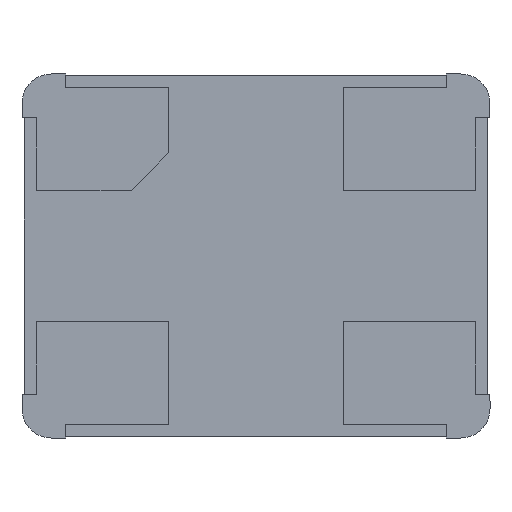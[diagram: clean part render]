
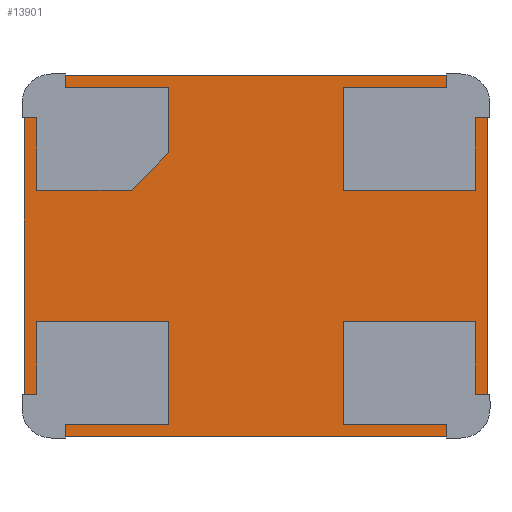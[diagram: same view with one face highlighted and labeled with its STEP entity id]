
A CAD part, front view. The second image highlights one B-rep face of the part: STEP entity #13901.
In plain terms, the highlighted planar face has unit normal (0, -1, 0).
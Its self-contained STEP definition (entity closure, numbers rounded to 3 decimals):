
#86 = DIRECTION ( 'NONE',  ( 0., 0., -1. ) ) ;
#303 = DIRECTION ( 'NONE',  ( 0., 0., -1. ) ) ;
#308 = DIRECTION ( 'NONE',  ( 0., -1., 0. ) ) ;
#1181 = DIRECTION ( 'NONE',  ( -1., 0., 0. ) ) ;
#1226 = EDGE_CURVE ( 'NONE', #28097, #13464, #4403, .T. ) ;
#1938 = DIRECTION ( 'NONE',  ( 0., 0., 1. ) ) ;
#2472 = EDGE_CURVE ( 'NONE', #18976, #4189, #7626, .T. ) ;
#2481 = CARTESIAN_POINT ( 'NONE',  ( -1.59, 0.05, -0.956 ) ) ;
#2533 = CARTESIAN_POINT ( 'NONE',  ( 1.306, 0.05, -0.956 ) ) ;
#2536 = EDGE_CURVE ( 'NONE', #10964, #11508, #5940, .T. ) ;
#2711 = DIRECTION ( 'NONE',  ( 1., 0., 0. ) ) ;
#2961 = CARTESIAN_POINT ( 'NONE',  ( -1.306, 0.05, -0.956 ) ) ;
#3002 = LINE ( 'NONE', #6810, #13539 ) ;
#3090 = ORIENTED_EDGE ( 'NONE', *, *, #14930, .T. ) ;
#3168 = EDGE_CURVE ( 'NONE', #13791, #14594, #10426, .T. ) ;
#3250 = VECTOR ( 'NONE', #14959, 1000. ) ;
#3769 = CIRCLE ( 'NONE', #13588, 0.284 ) ;
#3988 = VECTOR ( 'NONE', #5590, 1000. ) ;
#4000 = EDGE_LOOP ( 'NONE', ( #28732, #7558, #7127, #27807, #25009, #10629, #4589, #24307, #20425, #3090, #20779, #9311, #4491, #19090, #14938, #23346, #12373 ) ) ;
#4189 = VERTEX_POINT ( 'NONE', #19076 ) ;
#4265 = DIRECTION ( 'NONE',  ( 0., -1., 0. ) ) ;
#4403 = CIRCLE ( 'NONE', #20751, 0.284 ) ;
#4491 = ORIENTED_EDGE ( 'NONE', *, *, #21811, .T. ) ;
#4589 = ORIENTED_EDGE ( 'NONE', *, *, #2472, .T. ) ;
#4692 = VECTOR ( 'NONE', #1938, 1000. ) ;
#4998 = DIRECTION ( 'NONE',  ( 0., 0., -1. ) ) ;
#5162 = AXIS2_PLACEMENT_3D ( 'NONE', #21896, #15457, #86 ) ;
#5485 = VERTEX_POINT ( 'NONE', #28621 ) ;
#5590 = DIRECTION ( 'NONE',  ( 0., 0., -1. ) ) ;
#5806 = CARTESIAN_POINT ( 'NONE',  ( 1.59, 0.05, 0.959 ) ) ;
#5913 = CARTESIAN_POINT ( 'NONE',  ( -1.306, 0.05, 0.95 ) ) ;
#5940 = CIRCLE ( 'NONE', #12473, 0.284 ) ;
#6559 = VERTEX_POINT ( 'NONE', #22446 ) ;
#6716 = FACE_OUTER_BOUND ( 'NONE', #4000, .T. ) ;
#6722 = LINE ( 'NONE', #2481, #23368 ) ;
#6810 = CARTESIAN_POINT ( 'NONE',  ( -1.306, 0.05, 1.159 ) ) ;
#6848 = LINE ( 'NONE', #15764, #9519 ) ;
#7020 = VECTOR ( 'NONE', #20584, 1000. ) ;
#7127 = ORIENTED_EDGE ( 'NONE', *, *, #22048, .T. ) ;
#7164 = PLANE ( 'NONE',  #20502 ) ;
#7168 = DIRECTION ( 'NONE',  ( 0., 0., -1. ) ) ;
#7300 = VERTEX_POINT ( 'NONE', #28822 ) ;
#7556 = CARTESIAN_POINT ( 'NONE',  ( 1.306, 0.05, -1.24 ) ) ;
#7558 = ORIENTED_EDGE ( 'NONE', *, *, #8629, .T. ) ;
#7626 = LINE ( 'NONE', #21224, #21349 ) ;
#7727 = VERTEX_POINT ( 'NONE', #8604 ) ;
#7785 = EDGE_CURVE ( 'NONE', #13464, #10594, #16480, .T. ) ;
#8456 = DIRECTION ( 'NONE',  ( 0., 0., -1. ) ) ;
#8604 = CARTESIAN_POINT ( 'NONE',  ( -1.307, 0.05, 1.24 ) ) ;
#8629 = EDGE_CURVE ( 'NONE', #10594, #7727, #3769, .T. ) ;
#8631 = DIRECTION ( 'NONE',  ( 0., -1., 0. ) ) ;
#9231 = VERTEX_POINT ( 'NONE', #28760 ) ;
#9311 = ORIENTED_EDGE ( 'NONE', *, *, #12213, .T. ) ;
#9408 = VERTEX_POINT ( 'NONE', #11446 ) ;
#9483 = EDGE_CURVE ( 'NONE', #11508, #9408, #10731, .T. ) ;
#9519 = VECTOR ( 'NONE', #24698, 1000. ) ;
#9701 = CARTESIAN_POINT ( 'NONE',  ( -0.598, 0.05, 0.709 ) ) ;
#9832 = LINE ( 'NONE', #20530, #24814 ) ;
#10426 = LINE ( 'NONE', #5913, #3250 ) ;
#10594 = VERTEX_POINT ( 'NONE', #21587 ) ;
#10629 = ORIENTED_EDGE ( 'NONE', *, *, #24821, .T. ) ;
#10731 = CIRCLE ( 'NONE', #15880, 0.284 ) ;
#10964 = VERTEX_POINT ( 'NONE', #19603 ) ;
#11009 = LINE ( 'NONE', #26237, #4692 ) ;
#11446 = CARTESIAN_POINT ( 'NONE',  ( 1.59, 0.05, -0.959 ) ) ;
#11508 = VERTEX_POINT ( 'NONE', #7556 ) ;
#11515 = LINE ( 'NONE', #14139, #16375 ) ;
#11922 = CARTESIAN_POINT ( 'NONE',  ( -0.857, 0.05, 0.45 ) ) ;
#12213 = EDGE_CURVE ( 'NONE', #17663, #5485, #27784, .T. ) ;
#12373 = ORIENTED_EDGE ( 'NONE', *, *, #1226, .T. ) ;
#12418 = DIRECTION ( 'NONE',  ( 0., -1., 0. ) ) ;
#12473 = AXIS2_PLACEMENT_3D ( 'NONE', #25909, #8631, #24001 ) ;
#12695 = CARTESIAN_POINT ( 'NONE',  ( -1.306, 0.05, 0.956 ) ) ;
#13311 = EDGE_CURVE ( 'NONE', #25835, #7300, #16705, .T. ) ;
#13464 = VERTEX_POINT ( 'NONE', #24309 ) ;
#13539 = VECTOR ( 'NONE', #2711, 1000. ) ;
#13588 = AXIS2_PLACEMENT_3D ( 'NONE', #12695, #12418, #8456 ) ;
#13733 = CARTESIAN_POINT ( 'NONE',  ( -1.306, 0.05, -0.956 ) ) ;
#13791 = VERTEX_POINT ( 'NONE', #22218 ) ;
#13901 = ADVANCED_FACE ( 'NONE', ( #6716 ), #7164, .T. ) ;
#14139 = CARTESIAN_POINT ( 'NONE',  ( -1.306, 0.05, -1.24 ) ) ;
#14594 = VERTEX_POINT ( 'NONE', #22555 ) ;
#14930 = EDGE_CURVE ( 'NONE', #14594, #6559, #6722, .T. ) ;
#14938 = ORIENTED_EDGE ( 'NONE', *, *, #9483, .T. ) ;
#14959 = DIRECTION ( 'NONE',  ( -1., 0., 0. ) ) ;
#15457 = DIRECTION ( 'NONE',  ( 0., -1., 0. ) ) ;
#15635 = DIRECTION ( 'NONE',  ( 0., -1., 0. ) ) ;
#15764 = CARTESIAN_POINT ( 'NONE',  ( 1.59, 0.05, -0.956 ) ) ;
#15880 = AXIS2_PLACEMENT_3D ( 'NONE', #2533, #22404, #303 ) ;
#16375 = VECTOR ( 'NONE', #20435, 1000. ) ;
#16480 = LINE ( 'NONE', #24845, #7020 ) ;
#16705 = LINE ( 'NONE', #25642, #3988 ) ;
#17663 = VERTEX_POINT ( 'NONE', #28893 ) ;
#18049 = DIRECTION ( 'NONE',  ( -0.707, 0., -0.707 ) ) ;
#18187 = LINE ( 'NONE', #9701, #22052 ) ;
#18976 = VERTEX_POINT ( 'NONE', #11922 ) ;
#19076 = CARTESIAN_POINT ( 'NONE',  ( -1.507, 0.05, 0.45 ) ) ;
#19090 = ORIENTED_EDGE ( 'NONE', *, *, #2536, .T. ) ;
#19353 = AXIS2_PLACEMENT_3D ( 'NONE', #2961, #308, #4998 ) ;
#19603 = CARTESIAN_POINT ( 'NONE',  ( 1.302, 0.05, -1.24 ) ) ;
#20425 = ORIENTED_EDGE ( 'NONE', *, *, #3168, .T. ) ;
#20435 = DIRECTION ( 'NONE',  ( 1., 0., 0. ) ) ;
#20502 = AXIS2_PLACEMENT_3D ( 'NONE', #13733, #15635, #25142 ) ;
#20530 = CARTESIAN_POINT ( 'NONE',  ( -1.307, 0.05, -0.956 ) ) ;
#20584 = DIRECTION ( 'NONE',  ( -1., 0., 0. ) ) ;
#20751 = AXIS2_PLACEMENT_3D ( 'NONE', #28275, #4265, #28125 ) ;
#20779 = ORIENTED_EDGE ( 'NONE', *, *, #21628, .T. ) ;
#21003 = EDGE_CURVE ( 'NONE', #9231, #25835, #3002, .T. ) ;
#21224 = CARTESIAN_POINT ( 'NONE',  ( -1.306, 0.05, 0.45 ) ) ;
#21279 = EDGE_CURVE ( 'NONE', #4189, #13791, #11009, .T. ) ;
#21349 = VECTOR ( 'NONE', #1181, 1000. ) ;
#21587 = CARTESIAN_POINT ( 'NONE',  ( -1.302, 0.05, 1.24 ) ) ;
#21628 = EDGE_CURVE ( 'NONE', #6559, #17663, #21992, .T. ) ;
#21811 = EDGE_CURVE ( 'NONE', #5485, #10964, #11515, .T. ) ;
#21896 = CARTESIAN_POINT ( 'NONE',  ( -1.306, 0.05, -0.956 ) ) ;
#21992 = CIRCLE ( 'NONE', #5162, 0.284 ) ;
#22048 = EDGE_CURVE ( 'NONE', #7727, #9231, #9832, .T. ) ;
#22052 = VECTOR ( 'NONE', #18049, 1000. ) ;
#22218 = CARTESIAN_POINT ( 'NONE',  ( -1.507, 0.05, 0.95 ) ) ;
#22404 = DIRECTION ( 'NONE',  ( 0., -1., 0. ) ) ;
#22446 = CARTESIAN_POINT ( 'NONE',  ( -1.59, 0.05, -0.959 ) ) ;
#22555 = CARTESIAN_POINT ( 'NONE',  ( -1.59, 0.05, 0.95 ) ) ;
#23346 = ORIENTED_EDGE ( 'NONE', *, *, #27890, .T. ) ;
#23368 = VECTOR ( 'NONE', #7168, 1000. ) ;
#24001 = DIRECTION ( 'NONE',  ( 0., 0., -1. ) ) ;
#24307 = ORIENTED_EDGE ( 'NONE', *, *, #21279, .T. ) ;
#24309 = CARTESIAN_POINT ( 'NONE',  ( 1.302, 0.05, 1.24 ) ) ;
#24698 = DIRECTION ( 'NONE',  ( 0., 0., 1. ) ) ;
#24814 = VECTOR ( 'NONE', #25224, 1000. ) ;
#24821 = EDGE_CURVE ( 'NONE', #7300, #18976, #18187, .T. ) ;
#24845 = CARTESIAN_POINT ( 'NONE',  ( -1.306, 0.05, 1.24 ) ) ;
#25009 = ORIENTED_EDGE ( 'NONE', *, *, #13311, .T. ) ;
#25142 = DIRECTION ( 'NONE',  ( 0., 0., -1. ) ) ;
#25224 = DIRECTION ( 'NONE',  ( 0., 0., -1. ) ) ;
#25642 = CARTESIAN_POINT ( 'NONE',  ( -0.598, 0.05, -0.956 ) ) ;
#25835 = VERTEX_POINT ( 'NONE', #26851 ) ;
#25909 = CARTESIAN_POINT ( 'NONE',  ( 1.306, 0.05, -0.956 ) ) ;
#26237 = CARTESIAN_POINT ( 'NONE',  ( -1.507, 0.05, -0.956 ) ) ;
#26851 = CARTESIAN_POINT ( 'NONE',  ( -0.598, 0.05, 1.159 ) ) ;
#27784 = CIRCLE ( 'NONE', #19353, 0.284 ) ;
#27807 = ORIENTED_EDGE ( 'NONE', *, *, #21003, .T. ) ;
#27890 = EDGE_CURVE ( 'NONE', #9408, #28097, #6848, .T. ) ;
#28097 = VERTEX_POINT ( 'NONE', #5806 ) ;
#28125 = DIRECTION ( 'NONE',  ( 0., 0., -1. ) ) ;
#28275 = CARTESIAN_POINT ( 'NONE',  ( 1.306, 0.05, 0.956 ) ) ;
#28621 = CARTESIAN_POINT ( 'NONE',  ( -1.302, 0.05, -1.24 ) ) ;
#28732 = ORIENTED_EDGE ( 'NONE', *, *, #7785, .T. ) ;
#28760 = CARTESIAN_POINT ( 'NONE',  ( -1.307, 0.05, 1.159 ) ) ;
#28822 = CARTESIAN_POINT ( 'NONE',  ( -0.598, 0.05, 0.709 ) ) ;
#28893 = CARTESIAN_POINT ( 'NONE',  ( -1.306, 0.05, -1.24 ) ) ;
